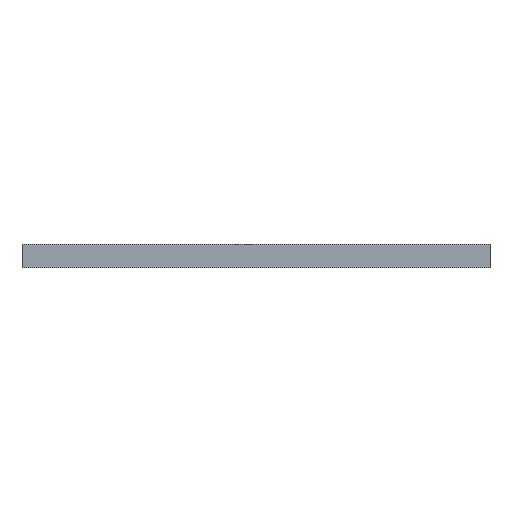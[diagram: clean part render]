
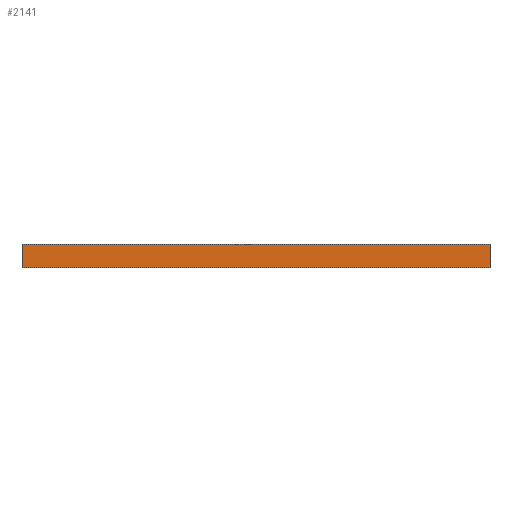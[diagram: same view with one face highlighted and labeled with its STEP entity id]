
A CAD part, front view. The second image highlights one B-rep face of the part: STEP entity #2141.
In plain terms, the highlighted planar face has unit normal (0, -1, 0).
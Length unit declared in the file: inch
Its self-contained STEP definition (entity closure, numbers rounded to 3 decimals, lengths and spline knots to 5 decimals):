
#57 = EDGE_LOOP ( 'NONE', ( #348, #1099, #3715, #281 ) ) ;
#77 = CARTESIAN_POINT ( 'NONE',  ( 0.59055, -0.59055, -0.03937 ) ) ;
#196 = CARTESIAN_POINT ( 'NONE',  ( -0.59055, -0.59055, 0. ) ) ;
#281 = ORIENTED_EDGE ( 'NONE', *, *, #1360, .F. ) ;
#348 = ORIENTED_EDGE ( 'NONE', *, *, #1570, .F. ) ;
#570 = VERTEX_POINT ( 'NONE', #3724 ) ;
#793 = VERTEX_POINT ( 'NONE', #2438 ) ;
#833 = CARTESIAN_POINT ( 'NONE',  ( -0.59055, -0.59055, -0.03937 ) ) ;
#841 = VERTEX_POINT ( 'NONE', #77 ) ;
#966 = VECTOR ( 'NONE', #3534, 39.37008 ) ;
#988 = DIRECTION ( 'NONE',  ( 1., 0., 0. ) ) ;
#1087 = FACE_OUTER_BOUND ( 'NONE', #57, .T. ) ;
#1099 = ORIENTED_EDGE ( 'NONE', *, *, #3379, .T. ) ;
#1195 = LINE ( 'NONE', #1444, #3160 ) ;
#1238 = VECTOR ( 'NONE', #3050, 39.37008 ) ;
#1360 = EDGE_CURVE ( 'NONE', #793, #570, #2561, .T. ) ;
#1444 = CARTESIAN_POINT ( 'NONE',  ( -0.59055, -0.59055, 0. ) ) ;
#1570 = EDGE_CURVE ( 'NONE', #2843, #793, #1195, .T. ) ;
#1619 = EDGE_CURVE ( 'NONE', #841, #570, #3529, .T. ) ;
#1651 = AXIS2_PLACEMENT_3D ( 'NONE', #196, #1715, #1814 ) ;
#1715 = DIRECTION ( 'NONE',  ( 0., -1., 0. ) ) ;
#1814 = DIRECTION ( 'NONE',  ( 1., 0., 0. ) ) ;
#1993 = PLANE ( 'NONE',  #1651 ) ;
#2106 = CARTESIAN_POINT ( 'NONE',  ( 0.59055, -0.59055, 0. ) ) ;
#2141 = ADVANCED_FACE ( 'NONE', ( #1087 ), #1993, .T. ) ;
#2438 = CARTESIAN_POINT ( 'NONE',  ( -0.59055, -0.59055, 0.01969 ) ) ;
#2446 = CARTESIAN_POINT ( 'NONE',  ( -0.59055, -0.59055, -0.03937 ) ) ;
#2561 = LINE ( 'NONE', #3011, #3152 ) ;
#2699 = LINE ( 'NONE', #2446, #1238 ) ;
#2843 = VERTEX_POINT ( 'NONE', #833 ) ;
#3011 = CARTESIAN_POINT ( 'NONE',  ( -0.59055, -0.59055, 0.01969 ) ) ;
#3050 = DIRECTION ( 'NONE',  ( 1., 0., 0. ) ) ;
#3152 = VECTOR ( 'NONE', #988, 39.37008 ) ;
#3160 = VECTOR ( 'NONE', #3220, 39.37008 ) ;
#3220 = DIRECTION ( 'NONE',  ( 0., 0., 1. ) ) ;
#3379 = EDGE_CURVE ( 'NONE', #2843, #841, #2699, .T. ) ;
#3529 = LINE ( 'NONE', #2106, #966 ) ;
#3534 = DIRECTION ( 'NONE',  ( 0., 0., 1. ) ) ;
#3715 = ORIENTED_EDGE ( 'NONE', *, *, #1619, .T. ) ;
#3724 = CARTESIAN_POINT ( 'NONE',  ( 0.59055, -0.59055, 0.01969 ) ) ;
